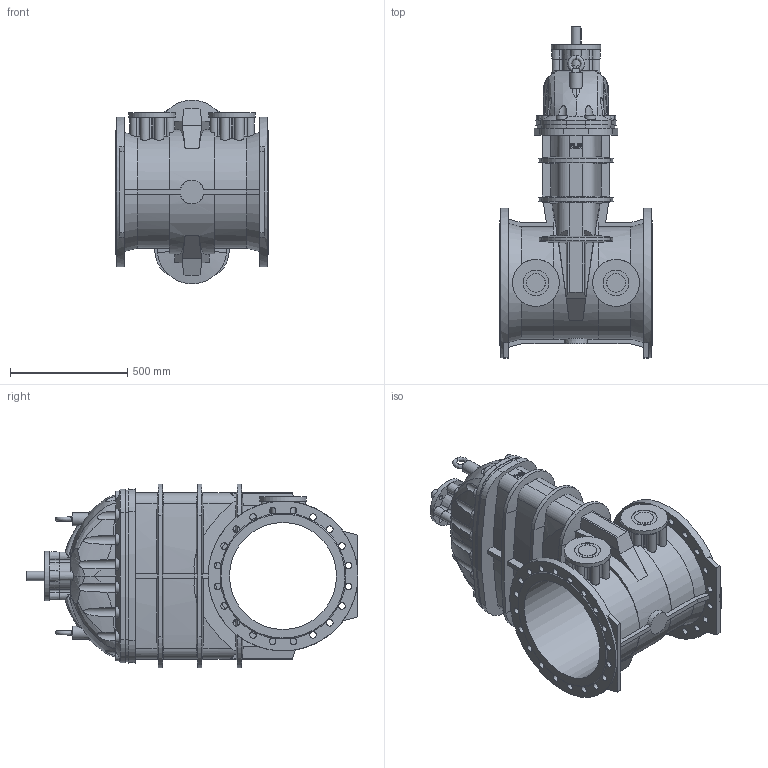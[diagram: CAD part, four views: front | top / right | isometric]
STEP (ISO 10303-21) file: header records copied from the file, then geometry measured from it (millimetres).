
FILE_DESCRIPTION (( 'STEP AP203' ), '1' );
FILE_NAME ('O_55_30_DN450_AA0_step.step', '2016-10-13T06:02:22', ( 'Windows User' ), ( 'AVK' ), 'SwSTEP 2.0', 'SolidWorks 2012', '' );
FILE_SCHEMA (( 'CONFIG_CONTROL_DESIGN' ));
Length unit declared in the file: millimetre
Products named in the file (1): O_55_30_DN450_AA0_step
Bounding box: 650 x 1417.5 x 783.94 mm (x, y, z)
Volume: 142994766.3 mm3; surface area: 5000808.9 mm2
Topology: 1 solids, 1 shells, 618 faces, 1842 edges, 1207 vertices
Faces by surface type: cylinder 259, plane 231, cone 68, bspline 60
Full cylindrical faces by diameter (mm): 22 x4, 28 x40, 33 x4, 40 x1, 55 x3, 200 x2, 210 x1, 457 x1, 640 x2
Entity records: 33174 total; most frequent: CARTESIAN_POINT 18090, ORIENTED_EDGE 3432, DIRECTION 2681, EDGE_CURVE 1716, VERTEX_POINT 1153, AXIS2_PLACEMENT_3D 1052, EDGE_LOOP 765, FACE_OUTER_BOUND 680
